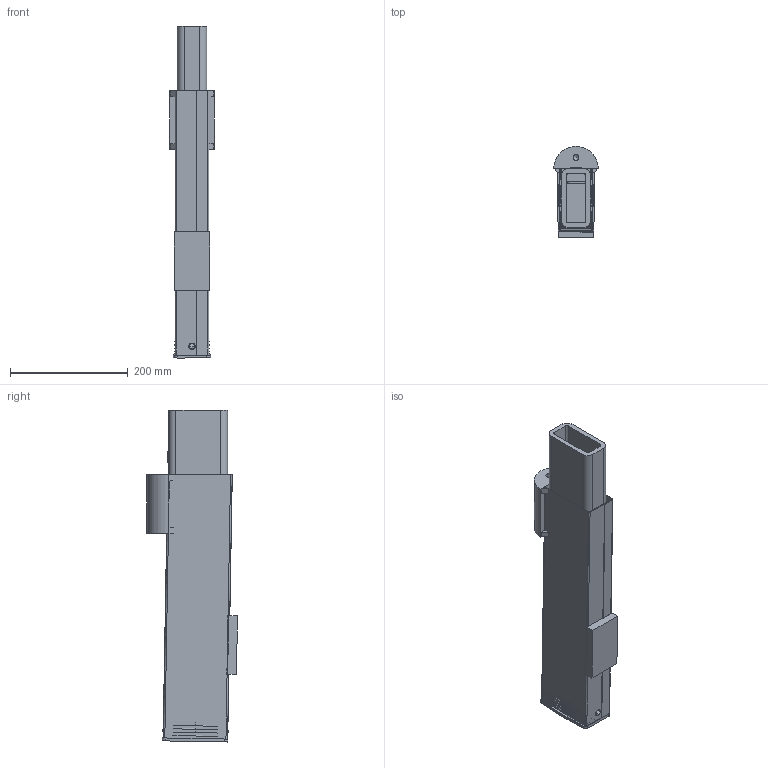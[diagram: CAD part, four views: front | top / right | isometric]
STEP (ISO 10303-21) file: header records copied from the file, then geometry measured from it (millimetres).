
FILE_DESCRIPTION(/* description */ (''),/* implementation_level */ '2;1');
FILE_NAME(/* name */ 'DTS 150.stp',/* time_stamp */ '2020-01-03T15:30:41+01:00',/* author */ ('Bruker'),/* organization */ (''),/* preprocessor_version */ 'ST-DEVELOPER v18',/* originating_system */ 'Autodesk Inventor 2020',/* authorisation */ '');
FILE_SCHEMA (('AUTOMOTIVE_DESIGN { 1 0 10303 214 3 1 1 }'));
Length unit declared in the file: millimetre
Products named in the file (10): DTS 150 Komplett i stål; DTS 150 Komplett i stål_1; DTS 150-1 Innerrør; DTS 150-2 Ytterrør i stål; DTS 150-2-1 Venstre del; DTS 150-2-2 Høyre del; DTS 120-3 Halvmåne; DTS 120-4 Baktopp; DTS 120-5 Bunnplate; DTS 120-6 Stoppeknast
Assembly tree (9 placements, depth 3):
  DTS 150 Komplett i stål
    DTS 150 Komplett i stål_1
    DTS 150-1 Innerrør
    DTS 150-2 Ytterrør i stål
      DTS 150-2-1 Venstre del
      DTS 150-2-2 Høyre del
    DTS 120-3 Halvmåne
    DTS 120-4 Baktopp
    DTS 120-5 Bunnplate
    DTS 120-6 Stoppeknast
Bounding box: 76 x 154.82 x 564.96 mm (x, y, z)
Volume: 1333576.5 mm3; surface area: 586745.6 mm2
Topology: 17 solids, 17 shells, 261 faces, 608 edges, 387 vertices
Faces by surface type: plane 163, bspline 66, cylinder 30, cone 1, torus 1
Full cylindrical faces by diameter (mm): 8.5 x1, 10.106 x1, 10.5 x1, 11 x2
Entity records: 14562 total; most frequent: CARTESIAN_POINT 8597, ORIENTED_EDGE 1214, DIRECTION 996, EDGE_CURVE 607, LINE 400, VECTOR 400, VERTEX_POINT 387, AXIS2_PLACEMENT_3D 298
